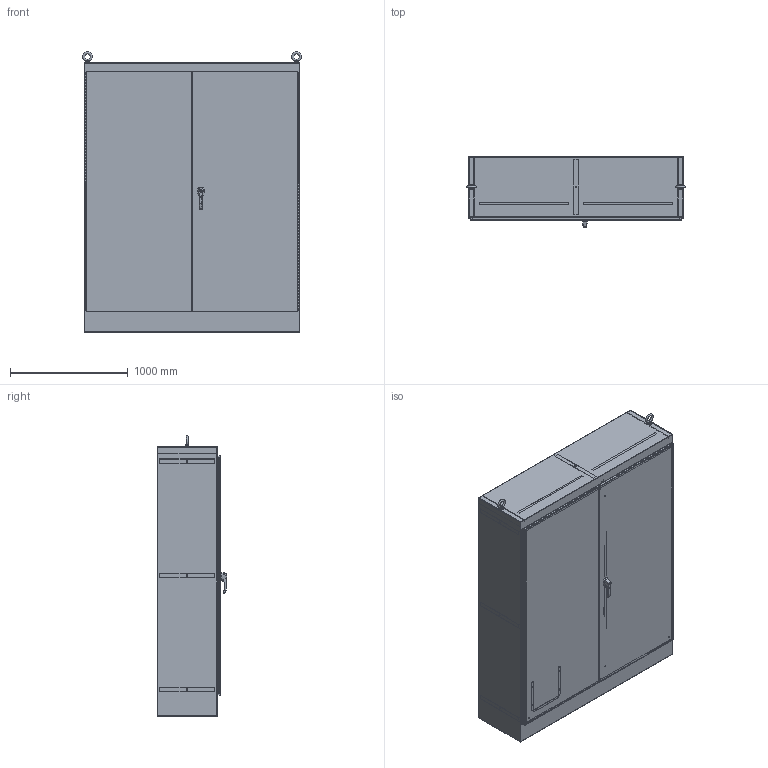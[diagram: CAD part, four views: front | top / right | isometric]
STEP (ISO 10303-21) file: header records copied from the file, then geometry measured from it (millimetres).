
FILE_DESCRIPTION (( 'STEP AP214' ), '1' );
FILE_NAME ('1418BY20.STEP', '2019-10-19T11:43:34', ( '' ), ( '' ), 'SwSTEP 2.0', 'SolidWorks 2019', '' );
FILE_SCHEMA (( 'AUTOMOTIVE_DESIGN' ));
Length unit declared in the file: inch
Products named in the file (1): 1418BY20
Bounding box: 1857.03 x 592.76 x 2380.26 mm (x, y, z)
Volume: 36626239.3 mm3; surface area: 29486800.7 mm2
Topology: 72 solids, 72 shells, 3268 faces, 8869 edges, 5765 vertices
Faces by surface type: plane 1887, cylinder 1254, cone 61, bspline 58, torus 8
Full cylindrical faces by diameter (mm): 2.54 x2, 4.394 x1, 5.893 x1, 5.918 x1, 6.35 x8, 6.528 x4, 7.112 x4, 7.137 x8, 7.722 x28, 7.805 x1, 7.95 x2, 8.128 x1, 8.255 x1, 8.89 x1, 9.398 x2, 9.525 x1, 9.906 x4, 10.49 x2, 11.125 x1, 11.176 x2, 12.7 x8, 13.335 x1, 13.376 x2, 15.24 x1, 15.875 x4, 16.002 x4, 16.891 x1, 17.45 x2, 17.78 x1, 18.75 x2
Entity records: 155309 total; most frequent: CARTESIAN_POINT 29599, ORIENTED_EDGE 17432, DIRECTION 17338, EDGE_CURVE 8716, VECTOR 5812, LINE 5812, AXIS2_PLACEMENT_3D 5763, VERTEX_POINT 5757
